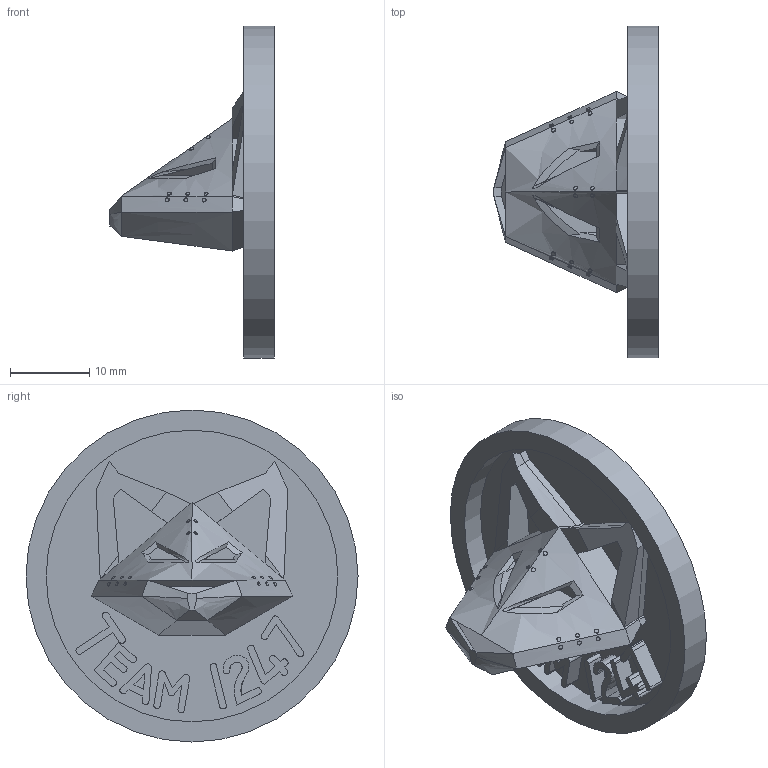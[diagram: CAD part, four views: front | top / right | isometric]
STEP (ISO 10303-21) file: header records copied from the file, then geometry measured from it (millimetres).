
FILE_DESCRIPTION(/* description */ (''),/* implementation_level */ '2;1');
FILE_NAME(/* name */ 'roboCat-Pin 2015, Yellow.stp',/* time_stamp */ '2015-01-19T12:58:24-05:00',/* author */ ('Spooner'),/* organization */ (''),/* preprocessor_version */ 'ST-DEVELOPER v15.2',/* originating_system */ 'Autodesk Inventor 2014',/* authorisation */ '');
FILE_SCHEMA (('AUTOMOTIVE_DESIGN { 1 0 10303 214 3 1 1 }'));
Length unit declared in the file: inch
Products named in the file (1): roboCat-Pin 2015, Yellow
Bounding box: 20.72 x 41.91 x 41.91 mm (x, y, z)
Volume: 5553.2 mm3; surface area: 5109.6 mm2
Topology: 1 solids, 1 shells, 251 faces, 738 edges, 518 vertices
Faces by surface type: plane 140, bspline 93, cylinder 18
Full cylindrical faces by diameter (mm): 0.508 x16, 36.83 x1, 41.91 x1
Entity records: 9799 total; most frequent: CARTESIAN_POINT 3859, ORIENTED_EDGE 1406, DIRECTION 830, EDGE_CURVE 703, VERTEX_POINT 501, LINE 472, VECTOR 472, EDGE_LOOP 298
